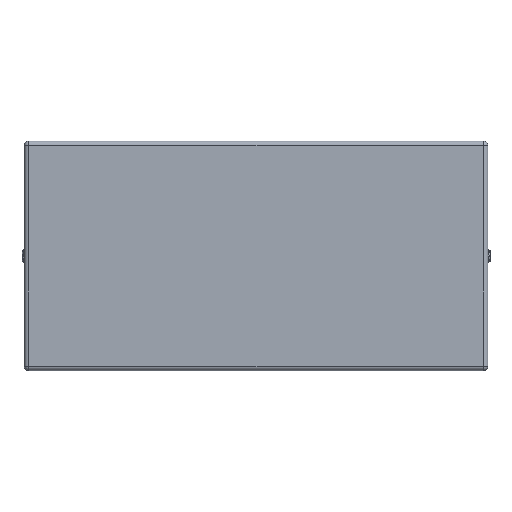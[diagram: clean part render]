
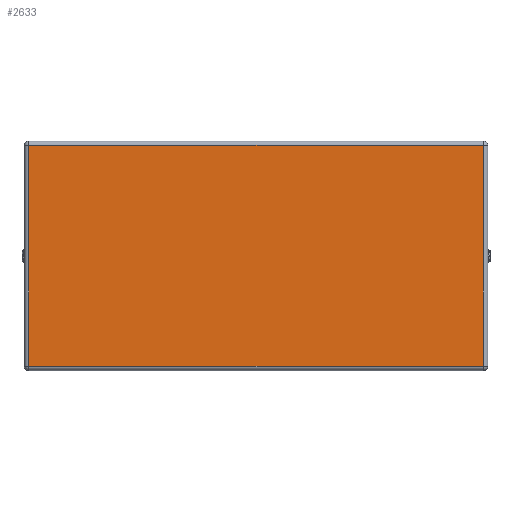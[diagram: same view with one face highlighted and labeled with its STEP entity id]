
A CAD part, top view. The second image highlights one B-rep face of the part: STEP entity #2633.
In plain terms, the highlighted face is planar.
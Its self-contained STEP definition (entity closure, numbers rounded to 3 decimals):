
#147 = EDGE_CURVE ( 'NONE', #8590, #1300, #8316, .T. ) ;
#339 = CARTESIAN_POINT ( 'NONE',  ( 25., 4.5, -51.5 ) ) ;
#427 = AXIS2_PLACEMENT_3D ( 'NONE', #4051, #6837, #8911 ) ;
#669 = DIRECTION ( 'NONE',  ( 0., 0., 1. ) ) ;
#1300 = VERTEX_POINT ( 'NONE', #7636 ) ;
#1631 = ORIENTED_EDGE ( 'NONE', *, *, #5937, .T. ) ;
#2088 = VECTOR ( 'NONE', #6160, 1000. ) ;
#2420 = ORIENTED_EDGE ( 'NONE', *, *, #147, .T. ) ;
#2633 = ADVANCED_FACE ( 'NONE', ( #7453 ), #3340, .T. ) ;
#3340 = PLANE ( 'NONE',  #427 ) ;
#3625 = VECTOR ( 'NONE', #669, 1000. ) ;
#3768 = DIRECTION ( 'NONE',  ( 1., 0., 0. ) ) ;
#3919 = CARTESIAN_POINT ( 'NONE',  ( -25., 4.5, 51.5 ) ) ;
#3972 = VECTOR ( 'NONE', #3768, 1000. ) ;
#4051 = CARTESIAN_POINT ( 'NONE',  ( 0., 4.5, 0. ) ) ;
#4485 = VERTEX_POINT ( 'NONE', #339 ) ;
#4524 = EDGE_CURVE ( 'NONE', #1300, #4485, #7856, .T. ) ;
#4787 = EDGE_LOOP ( 'NONE', ( #2420, #6331, #1631, #8617 ) ) ;
#5228 = LINE ( 'NONE', #7513, #3625 ) ;
#5937 = EDGE_CURVE ( 'NONE', #4485, #8848, #8506, .T. ) ;
#5948 = EDGE_CURVE ( 'NONE', #8848, #8590, #5228, .T. ) ;
#6160 = DIRECTION ( 'NONE',  ( 0., 0., -1. ) ) ;
#6331 = ORIENTED_EDGE ( 'NONE', *, *, #4524, .T. ) ;
#6650 = VECTOR ( 'NONE', #8295, 1000. ) ;
#6837 = DIRECTION ( 'NONE',  ( 0., 1., 0. ) ) ;
#7424 = CARTESIAN_POINT ( 'NONE',  ( 25., 4.5, -52.5 ) ) ;
#7453 = FACE_OUTER_BOUND ( 'NONE', #4787, .T. ) ;
#7513 = CARTESIAN_POINT ( 'NONE',  ( -25., 4.5, 52.5 ) ) ;
#7543 = CARTESIAN_POINT ( 'NONE',  ( -26., 4.5, -51.5 ) ) ;
#7636 = CARTESIAN_POINT ( 'NONE',  ( 25., 4.5, 51.5 ) ) ;
#7856 = LINE ( 'NONE', #7424, #2088 ) ;
#8285 = CARTESIAN_POINT ( 'NONE',  ( -25., 4.5, -51.5 ) ) ;
#8295 = DIRECTION ( 'NONE',  ( -1., 0., 0. ) ) ;
#8316 = LINE ( 'NONE', #8588, #3972 ) ;
#8506 = LINE ( 'NONE', #7543, #6650 ) ;
#8588 = CARTESIAN_POINT ( 'NONE',  ( 26., 4.5, 51.5 ) ) ;
#8590 = VERTEX_POINT ( 'NONE', #3919 ) ;
#8617 = ORIENTED_EDGE ( 'NONE', *, *, #5948, .T. ) ;
#8848 = VERTEX_POINT ( 'NONE', #8285 ) ;
#8911 = DIRECTION ( 'NONE',  ( 0., 0., 1. ) ) ;
